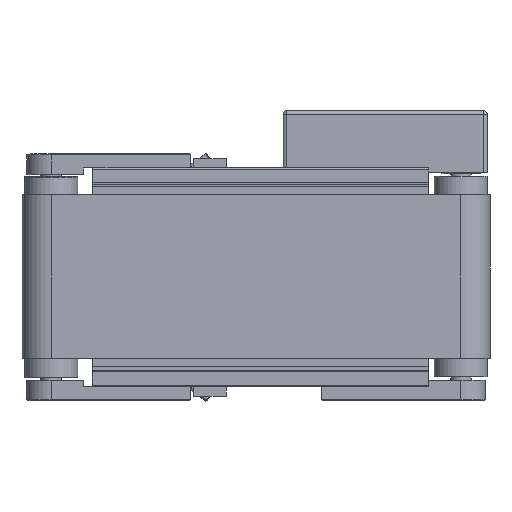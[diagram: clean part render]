
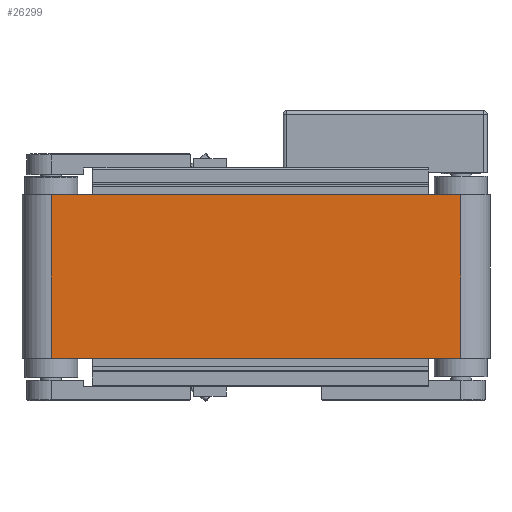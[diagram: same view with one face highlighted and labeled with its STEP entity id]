
A CAD part, top view. The second image highlights one B-rep face of the part: STEP entity #26299.
In plain terms, the highlighted face is planar.
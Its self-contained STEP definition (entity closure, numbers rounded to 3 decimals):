
#4260=FACE_OUTER_BOUND($,#6049,.T.);
#6049=EDGE_LOOP($,(#19712,#19713,#19714,#19715));
#8069=LINE($,#41621,#9841);
#8070=LINE($,#41626,#9842);
#8072=LINE($,#41630,#9844);
#8073=LINE($,#41631,#9845);
#9841=VECTOR($,#33031,500.);
#9842=VECTOR($,#33036,200.);
#9844=VECTOR($,#33040,500.);
#9845=VECTOR($,#33041,200.);
#11730=VERTEX_POINT($,#41615);
#11732=VERTEX_POINT($,#41619);
#11734=VERTEX_POINT($,#41624);
#11735=VERTEX_POINT($,#41629);
#14673=EDGE_CURVE($,#11730,#11732,#8069,.T.);
#14675=EDGE_CURVE($,#11732,#11734,#8070,.T.);
#14677=EDGE_CURVE($,#11734,#11735,#8072,.T.);
#14678=EDGE_CURVE($,#11730,#11735,#8073,.T.);
#19712=ORIENTED_EDGE($,*,*,#14677,.T.);
#19713=ORIENTED_EDGE($,*,*,#14678,.F.);
#19714=ORIENTED_EDGE($,*,*,#14673,.T.);
#19715=ORIENTED_EDGE($,*,*,#14675,.T.);
#25315=PLANE($,#28397);
#26299=ADVANCED_FACE($,(#4260),#25315,.T.);
#28397=AXIS2_PLACEMENT_3D($,#41628,#33038,#33039);
#33031=DIRECTION($,(-1.,0.,0.));
#33036=DIRECTION($,(0.,1.,0.));
#33038=DIRECTION('center_axis',(0.,0.,-1.));
#33039=DIRECTION('ref_axis',(-1.,0.,0.));
#33040=DIRECTION($,(1.,0.,0.));
#33041=DIRECTION($,(0.,1.,0.));
#41615=CARTESIAN_POINT('',(0.,-100.,-35.5));
#41619=CARTESIAN_POINT('',(-500.,-100.,-35.5));
#41621=CARTESIAN_POINT($,(0.,-100.,-35.5));
#41624=CARTESIAN_POINT('',(-500.,100.,-35.5));
#41626=CARTESIAN_POINT($,(-500.,0.,-35.5));
#41628=CARTESIAN_POINT('Origin',(-500.,0.,-35.5));
#41629=CARTESIAN_POINT('',(0.,100.,-35.5));
#41630=CARTESIAN_POINT($,(0.,100.,-35.5));
#41631=CARTESIAN_POINT($,(0.,0.,-35.5));
